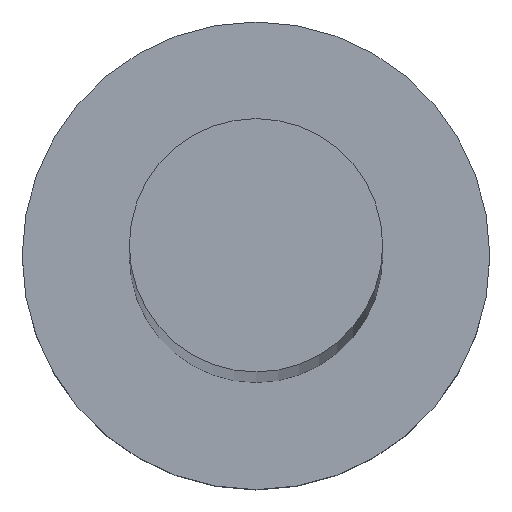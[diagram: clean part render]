
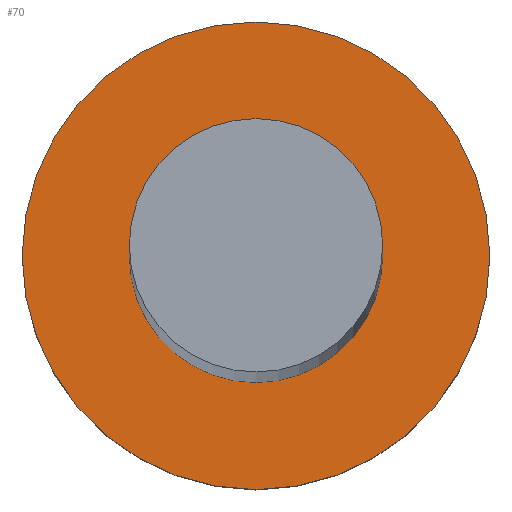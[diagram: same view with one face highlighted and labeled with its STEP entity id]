
A CAD part, top view. The second image highlights one B-rep face of the part: STEP entity #70.
In plain terms, the highlighted planar face has unit normal (0, 0, 1).
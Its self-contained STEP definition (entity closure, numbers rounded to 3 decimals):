
#17 = DIRECTION ( 'NONE',  ( 1., 0., 0. ) ) ;
#47 = ORIENTED_EDGE ( 'NONE', *, *, #156, .T. ) ;
#48 = FACE_OUTER_BOUND ( 'NONE', #87, .T. ) ;
#53 = EDGE_LOOP ( 'NONE', ( #176, #124 ) ) ;
#54 = CARTESIAN_POINT ( 'NONE',  ( 3.25, 0., 5. ) ) ;
#59 = VERTEX_POINT ( 'NONE', #230 ) ;
#70 = ADVANCED_FACE ( 'NONE', ( #112, #48 ), #77, .T. ) ;
#77 = PLANE ( 'NONE',  #105 ) ;
#78 = CARTESIAN_POINT ( 'NONE',  ( 0., 0., 5. ) ) ;
#86 = EDGE_CURVE ( 'NONE', #59, #90, #106, .T. ) ;
#87 = EDGE_LOOP ( 'NONE', ( #152, #47 ) ) ;
#90 = VERTEX_POINT ( 'NONE', #54 ) ;
#91 = DIRECTION ( 'NONE',  ( 1., 0., 0. ) ) ;
#95 = DIRECTION ( 'NONE',  ( 0., 0., 1. ) ) ;
#96 = CARTESIAN_POINT ( 'NONE',  ( 6., 0., 5. ) ) ;
#105 = AXIS2_PLACEMENT_3D ( 'NONE', #126, #147, #17 ) ;
#106 = CIRCLE ( 'NONE', #129, 3.25 ) ;
#112 = FACE_BOUND ( 'NONE', #53, .T. ) ;
#119 = AXIS2_PLACEMENT_3D ( 'NONE', #207, #95, #247 ) ;
#123 = DIRECTION ( 'NONE',  ( 0., 0., 1. ) ) ;
#124 = ORIENTED_EDGE ( 'NONE', *, *, #140, .F. ) ;
#126 = CARTESIAN_POINT ( 'NONE',  ( 0., 0., 5. ) ) ;
#129 = AXIS2_PLACEMENT_3D ( 'NONE', #78, #148, #232 ) ;
#134 = AXIS2_PLACEMENT_3D ( 'NONE', #204, #145, #91 ) ;
#140 = EDGE_CURVE ( 'NONE', #90, #59, #174, .T. ) ;
#141 = VERTEX_POINT ( 'NONE', #96 ) ;
#143 = CARTESIAN_POINT ( 'NONE',  ( 0., 0., 5. ) ) ;
#145 = DIRECTION ( 'NONE',  ( 0., 0., 1. ) ) ;
#147 = DIRECTION ( 'NONE',  ( 0., 0., 1. ) ) ;
#148 = DIRECTION ( 'NONE',  ( 0., 0., 1. ) ) ;
#152 = ORIENTED_EDGE ( 'NONE', *, *, #206, .T. ) ;
#156 = EDGE_CURVE ( 'NONE', #141, #165, #250, .T. ) ;
#165 = VERTEX_POINT ( 'NONE', #224 ) ;
#169 = CIRCLE ( 'NONE', #119, 6. ) ;
#174 = CIRCLE ( 'NONE', #193, 3.25 ) ;
#176 = ORIENTED_EDGE ( 'NONE', *, *, #86, .F. ) ;
#181 = DIRECTION ( 'NONE',  ( 1., 0., 0. ) ) ;
#193 = AXIS2_PLACEMENT_3D ( 'NONE', #143, #123, #181 ) ;
#204 = CARTESIAN_POINT ( 'NONE',  ( 0., 0., 5. ) ) ;
#206 = EDGE_CURVE ( 'NONE', #165, #141, #169, .T. ) ;
#207 = CARTESIAN_POINT ( 'NONE',  ( 0., 0., 5. ) ) ;
#224 = CARTESIAN_POINT ( 'NONE',  ( -6., 0., 5. ) ) ;
#230 = CARTESIAN_POINT ( 'NONE',  ( -3.25, 0., 5. ) ) ;
#232 = DIRECTION ( 'NONE',  ( 1., 0., 0. ) ) ;
#247 = DIRECTION ( 'NONE',  ( 1., 0., 0. ) ) ;
#250 = CIRCLE ( 'NONE', #134, 6. ) ;
